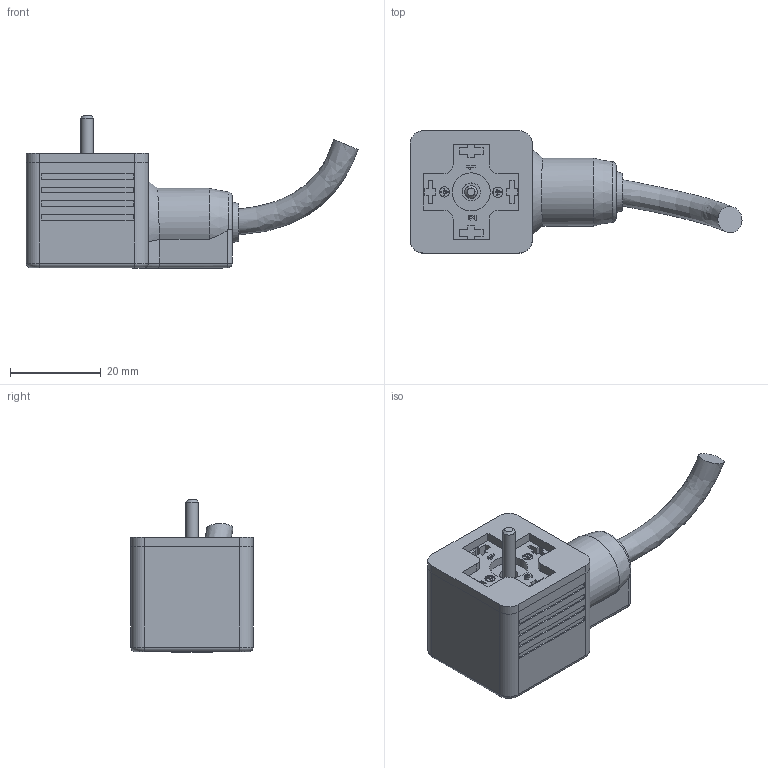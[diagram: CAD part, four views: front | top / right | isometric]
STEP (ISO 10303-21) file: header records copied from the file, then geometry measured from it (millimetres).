
FILE_DESCRIPTION (( 'STEP AP214' ), '1' );
FILE_NAME ('SC18-5.STEP', '2012-03-22T13:33:38', ( ' ' ), ( ' ' ), 'SwSTEP 2.0', 'SolidWorks 2011', '' );
FILE_SCHEMA (( 'AUTOMOTIVE_DESIGN' ));
Length unit declared in the file: millimetre
Products named in the file (1): SC18-5
Bounding box: 73.26 x 27 x 33.61 mm (x, y, z)
Volume: 22281.2 mm3; surface area: 8224.4 mm2
Topology: 4 solids, 4 shells, 266 faces, 675 edges, 443 vertices
Faces by surface type: plane 209, cylinder 33, bspline 12, torus 6, cone 4, sphere 2
Full cylindrical faces by diameter (mm): 2.25 x2, 2.75 x1, 4 x1, 5.75 x1, 6 x2, 8.4 x1
Entity records: 8597 total; most frequent: CARTESIAN_POINT 2207, ORIENTED_EDGE 1312, DIRECTION 1190, EDGE_CURVE 656, VECTOR 542, LINE 542, VERTEX_POINT 438, AXIS2_PLACEMENT_3D 324
